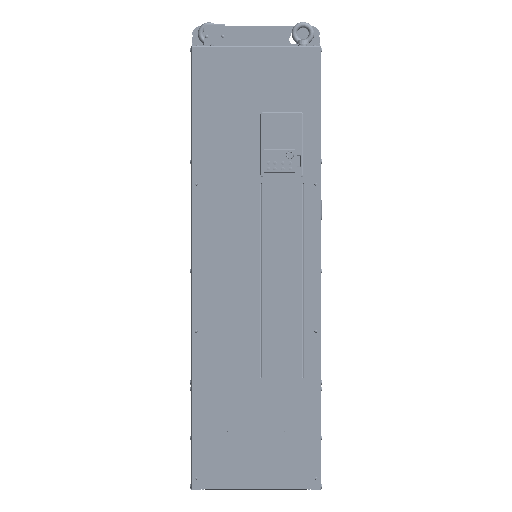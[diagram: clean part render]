
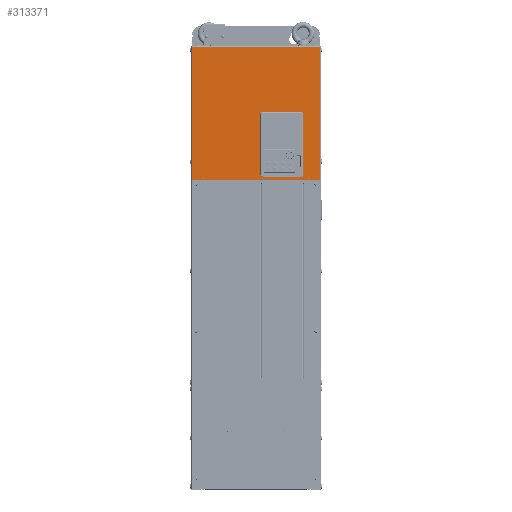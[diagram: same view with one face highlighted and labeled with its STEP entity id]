
A CAD part, top view. The second image highlights one B-rep face of the part: STEP entity #313371.
In plain terms, the highlighted planar face has unit normal (0, 0, 1).
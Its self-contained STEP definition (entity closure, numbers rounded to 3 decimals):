
#1256 = ORIENTED_EDGE ( 'NONE', *, *, #288265, .T. ) ;
#4233 = EDGE_CURVE ( 'NONE', #18214, #89518, #220807, .T. ) ;
#5716 = EDGE_CURVE ( 'NONE', #18214, #381201, #189612, .T. ) ;
#5765 = DIRECTION ( 'NONE',  ( 0., 0., -1. ) ) ;
#10704 = VERTEX_POINT ( 'NONE', #89758 ) ;
#12563 = CARTESIAN_POINT ( 'NONE',  ( 154.8, 1131., 280.95 ) ) ;
#14613 = AXIS2_PLACEMENT_3D ( 'NONE', #296569, #226637, #139915 ) ;
#18214 = VERTEX_POINT ( 'NONE', #394516 ) ;
#20073 = CARTESIAN_POINT ( 'NONE',  ( -124., 819.7, 280.95 ) ) ;
#20538 = CARTESIAN_POINT ( 'NONE',  ( 19.055, 826.501, 280.95 ) ) ;
#21130 = DIRECTION ( 'NONE',  ( 0., 0., -1. ) ) ;
#22613 = CARTESIAN_POINT ( 'NONE',  ( 109.055, 823.501, 280.95 ) ) ;
#26164 = DIRECTION ( 'NONE',  ( -1., 0., 0. ) ) ;
#34736 = CARTESIAN_POINT ( 'NONE',  ( 154.8, 814.7, 280.95 ) ) ;
#40829 = VERTEX_POINT ( 'NONE', #407741 ) ;
#46013 = DIRECTION ( 'NONE',  ( 1., 0., 0. ) ) ;
#55808 = VECTOR ( 'NONE', #97041, 1000. ) ;
#58185 = CIRCLE ( 'NONE', #170187, 1.5 ) ;
#61822 = CIRCLE ( 'NONE', #206554, 3. ) ;
#64897 = ORIENTED_EDGE ( 'NONE', *, *, #205874, .T. ) ;
#67404 = CARTESIAN_POINT ( 'NONE',  ( 19.055, 823.501, 280.95 ) ) ;
#70654 = EDGE_CURVE ( 'NONE', #254860, #356129, #388354, .T. ) ;
#74887 = CIRCLE ( 'NONE', #213190, 1.5 ) ;
#82379 = DIRECTION ( 'NONE',  ( 0., -1., 0. ) ) ;
#89518 = VERTEX_POINT ( 'NONE', #262483 ) ;
#89758 = CARTESIAN_POINT ( 'NONE',  ( 109.055, 973.501, 280.95 ) ) ;
#91420 = CARTESIAN_POINT ( 'NONE',  ( 126., 819.7, 280.95 ) ) ;
#92550 = ORIENTED_EDGE ( 'NONE', *, *, #340428, .T. ) ;
#95495 = EDGE_CURVE ( 'NONE', #283738, #251558, #288895, .T. ) ;
#95963 = FACE_BOUND ( 'NONE', #317483, .T. ) ;
#97041 = DIRECTION ( 'NONE',  ( 0., -1., 0. ) ) ;
#97074 = DIRECTION ( 'NONE',  ( -1., 0., 0. ) ) ;
#99256 = VERTEX_POINT ( 'NONE', #258064 ) ;
#101029 = CARTESIAN_POINT ( 'NONE',  ( 16.055, 970.501, 280.95 ) ) ;
#107469 = CARTESIAN_POINT ( 'NONE',  ( 129., 819.7, 280.95 ) ) ;
#111612 = ORIENTED_EDGE ( 'NONE', *, *, #320931, .T. ) ;
#120202 = VERTEX_POINT ( 'NONE', #107469 ) ;
#120204 = CARTESIAN_POINT ( 'NONE',  ( 109.055, 970.501, 280.95 ) ) ;
#120918 = LINE ( 'NONE', #213786, #335522 ) ;
#122249 = DIRECTION ( 'NONE',  ( 0., 1., 0. ) ) ;
#125780 = EDGE_LOOP ( 'NONE', ( #1256, #64897 ) ) ;
#125836 = CARTESIAN_POINT ( 'NONE',  ( 112.055, 826.501, 280.95 ) ) ;
#127919 = CARTESIAN_POINT ( 'NONE',  ( 19.055, 970.501, 280.95 ) ) ;
#137016 = CARTESIAN_POINT ( 'NONE',  ( 156.5, 1132.7, 280.95 ) ) ;
#138877 = DIRECTION ( 'NONE',  ( 0., 0., -1. ) ) ;
#139915 = DIRECTION ( 'NONE',  ( -1., 0., 0. ) ) ;
#140645 = CARTESIAN_POINT ( 'NONE',  ( 19.055, 823.501, 280.95 ) ) ;
#142365 = VECTOR ( 'NONE', #258787, 1000. ) ;
#152094 = EDGE_CURVE ( 'NONE', #306690, #89518, #196551, .T. ) ;
#156840 = LINE ( 'NONE', #125836, #163395 ) ;
#158114 = LINE ( 'NONE', #67404, #213875 ) ;
#163395 = VECTOR ( 'NONE', #251708, 1000. ) ;
#167916 = DIRECTION ( 'NONE',  ( 1., 0., 0. ) ) ;
#170187 = AXIS2_PLACEMENT_3D ( 'NONE', #351341, #138877, #324437 ) ;
#170488 = CARTESIAN_POINT ( 'NONE',  ( 127.5, 819.7, 280.95 ) ) ;
#179139 = ORIENTED_EDGE ( 'NONE', *, *, #372896, .T. ) ;
#181086 = VECTOR ( 'NONE', #195501, 1000. ) ;
#183035 = CARTESIAN_POINT ( 'NONE',  ( 19.055, 973.501, 280.95 ) ) ;
#187513 = LINE ( 'NONE', #282424, #334344 ) ;
#189612 = CIRCLE ( 'NONE', #387180, 3. ) ;
#195501 = DIRECTION ( 'NONE',  ( 0., 1., 0. ) ) ;
#196551 = CIRCLE ( 'NONE', #262315, 3. ) ;
#205874 = EDGE_CURVE ( 'NONE', #120202, #391518, #74887, .T. ) ;
#206554 = AXIS2_PLACEMENT_3D ( 'NONE', #120204, #371887, #122249 ) ;
#209313 = CARTESIAN_POINT ( 'NONE',  ( 112.055, 826.501, 280.95 ) ) ;
#210518 = AXIS2_PLACEMENT_3D ( 'NONE', #272650, #21130, #46013 ) ;
#213190 = AXIS2_PLACEMENT_3D ( 'NONE', #170488, #228334, #362307 ) ;
#213591 = FACE_BOUND ( 'NONE', #282897, .T. ) ;
#213786 = CARTESIAN_POINT ( 'NONE',  ( 109.055, 973.501, 280.95 ) ) ;
#213875 = VECTOR ( 'NONE', #220080, 1000. ) ;
#219846 = VERTEX_POINT ( 'NONE', #371192 ) ;
#220080 = DIRECTION ( 'NONE',  ( 1., 0., 0. ) ) ;
#220807 = LINE ( 'NONE', #101029, #55808 ) ;
#221751 = PLANE ( 'NONE',  #240142 ) ;
#225225 = VERTEX_POINT ( 'NONE', #356182 ) ;
#225879 = EDGE_CURVE ( 'NONE', #99256, #219846, #385246, .T. ) ;
#226637 = DIRECTION ( 'NONE',  ( 0., 0., -1. ) ) ;
#227521 = EDGE_CURVE ( 'NONE', #306690, #356129, #158114, .T. ) ;
#228334 = DIRECTION ( 'NONE',  ( 0., 0., -1. ) ) ;
#230219 = EDGE_CURVE ( 'NONE', #251558, #283738, #58185, .T. ) ;
#232180 = ORIENTED_EDGE ( 'NONE', *, *, #267290, .F. ) ;
#240142 = AXIS2_PLACEMENT_3D ( 'NONE', #137016, #353547, #167916 ) ;
#241085 = VERTEX_POINT ( 'NONE', #12563 ) ;
#245138 = EDGE_LOOP ( 'NONE', ( #92550, #340433, #111612, #179139 ) ) ;
#245548 = ORIENTED_EDGE ( 'NONE', *, *, #323515, .F. ) ;
#250650 = FACE_OUTER_BOUND ( 'NONE', #245138, .T. ) ;
#251558 = VERTEX_POINT ( 'NONE', #20073 ) ;
#251708 = DIRECTION ( 'NONE',  ( 0., 1., 0. ) ) ;
#251783 = DIRECTION ( 'NONE',  ( 0., 0., -1. ) ) ;
#251869 = CIRCLE ( 'NONE', #14613, 1.5 ) ;
#254860 = VERTEX_POINT ( 'NONE', #209313 ) ;
#258064 = CARTESIAN_POINT ( 'NONE',  ( 154.8, 814.7, 280.95 ) ) ;
#258122 = ORIENTED_EDGE ( 'NONE', *, *, #95495, .T. ) ;
#258787 = DIRECTION ( 'NONE',  ( -1., 0., 0. ) ) ;
#262315 = AXIS2_PLACEMENT_3D ( 'NONE', #20538, #335952, #82379 ) ;
#262483 = CARTESIAN_POINT ( 'NONE',  ( 16.055, 826.501, 280.95 ) ) ;
#267290 = EDGE_CURVE ( 'NONE', #10704, #381201, #120918, .T. ) ;
#267520 = ORIENTED_EDGE ( 'NONE', *, *, #70654, .T. ) ;
#269240 = AXIS2_PLACEMENT_3D ( 'NONE', #317136, #5765, #407936 ) ;
#272650 = CARTESIAN_POINT ( 'NONE',  ( 109.055, 826.501, 280.95 ) ) ;
#277823 = ORIENTED_EDGE ( 'NONE', *, *, #5716, .T. ) ;
#282424 = CARTESIAN_POINT ( 'NONE',  ( -149.8, 1131., 280.95 ) ) ;
#282897 = EDGE_LOOP ( 'NONE', ( #267520, #390035, #323907, #314516, #277823, #232180, #340464, #245548 ) ) ;
#283738 = VERTEX_POINT ( 'NONE', #321886 ) ;
#284259 = DIRECTION ( 'NONE',  ( -1., 0., 0. ) ) ;
#288265 = EDGE_CURVE ( 'NONE', #391518, #120202, #251869, .T. ) ;
#288359 = LINE ( 'NONE', #346214, #181086 ) ;
#288895 = CIRCLE ( 'NONE', #269240, 1.5 ) ;
#296569 = CARTESIAN_POINT ( 'NONE',  ( 127.5, 819.7, 280.95 ) ) ;
#306690 = VERTEX_POINT ( 'NONE', #140645 ) ;
#313371 = ADVANCED_FACE ( 'NONE', ( #213591, #95963, #376493, #250650 ), #221751, .T. ) ;
#314516 = ORIENTED_EDGE ( 'NONE', *, *, #4233, .F. ) ;
#317136 = CARTESIAN_POINT ( 'NONE',  ( -122.5, 819.7, 280.95 ) ) ;
#317483 = EDGE_LOOP ( 'NONE', ( #370330, #258122 ) ) ;
#320931 = EDGE_CURVE ( 'NONE', #99256, #241085, #288359, .T. ) ;
#321886 = CARTESIAN_POINT ( 'NONE',  ( -121., 819.7, 280.95 ) ) ;
#323515 = EDGE_CURVE ( 'NONE', #254860, #40829, #156840, .T. ) ;
#323907 = ORIENTED_EDGE ( 'NONE', *, *, #152094, .T. ) ;
#324437 = DIRECTION ( 'NONE',  ( -1., 0., 0. ) ) ;
#334344 = VECTOR ( 'NONE', #402133, 1000. ) ;
#335522 = VECTOR ( 'NONE', #26164, 1000. ) ;
#335952 = DIRECTION ( 'NONE',  ( 0., 0., -1. ) ) ;
#340428 = EDGE_CURVE ( 'NONE', #225225, #219846, #187513, .T. ) ;
#340433 = ORIENTED_EDGE ( 'NONE', *, *, #225879, .F. ) ;
#340464 = ORIENTED_EDGE ( 'NONE', *, *, #371858, .T. ) ;
#346214 = CARTESIAN_POINT ( 'NONE',  ( 154.8, 814.7, 280.95 ) ) ;
#351341 = CARTESIAN_POINT ( 'NONE',  ( -122.5, 819.7, 280.95 ) ) ;
#353547 = DIRECTION ( 'NONE',  ( 0., 0., 1. ) ) ;
#356129 = VERTEX_POINT ( 'NONE', #22613 ) ;
#356182 = CARTESIAN_POINT ( 'NONE',  ( -149.8, 1131., 280.95 ) ) ;
#357609 = LINE ( 'NONE', #359726, #142365 ) ;
#359726 = CARTESIAN_POINT ( 'NONE',  ( 154.8, 1131., 280.95 ) ) ;
#362307 = DIRECTION ( 'NONE',  ( 1., 0., 0. ) ) ;
#370330 = ORIENTED_EDGE ( 'NONE', *, *, #230219, .T. ) ;
#371192 = CARTESIAN_POINT ( 'NONE',  ( -149.8, 814.7, 280.95 ) ) ;
#371858 = EDGE_CURVE ( 'NONE', #10704, #40829, #61822, .T. ) ;
#371887 = DIRECTION ( 'NONE',  ( 0., 0., -1. ) ) ;
#372896 = EDGE_CURVE ( 'NONE', #241085, #225225, #357609, .T. ) ;
#376493 = FACE_BOUND ( 'NONE', #125780, .T. ) ;
#381201 = VERTEX_POINT ( 'NONE', #183035 ) ;
#385246 = LINE ( 'NONE', #34736, #395596 ) ;
#387180 = AXIS2_PLACEMENT_3D ( 'NONE', #127919, #251783, #97074 ) ;
#388354 = CIRCLE ( 'NONE', #210518, 3. ) ;
#390035 = ORIENTED_EDGE ( 'NONE', *, *, #227521, .F. ) ;
#391518 = VERTEX_POINT ( 'NONE', #91420 ) ;
#394516 = CARTESIAN_POINT ( 'NONE',  ( 16.055, 970.501, 280.95 ) ) ;
#395596 = VECTOR ( 'NONE', #284259, 1000. ) ;
#402133 = DIRECTION ( 'NONE',  ( 0., -1., 0. ) ) ;
#407741 = CARTESIAN_POINT ( 'NONE',  ( 112.055, 970.501, 280.95 ) ) ;
#407936 = DIRECTION ( 'NONE',  ( 1., 0., 0. ) ) ;
